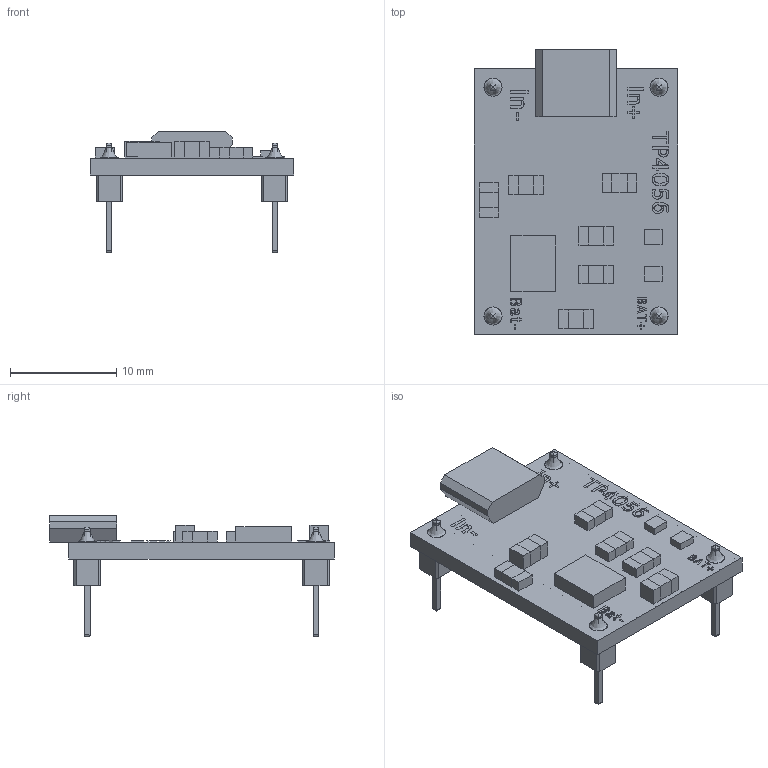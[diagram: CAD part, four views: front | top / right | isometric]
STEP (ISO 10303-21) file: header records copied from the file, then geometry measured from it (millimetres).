
FILE_DESCRIPTION( ( '' ), ' ' );
FILE_NAME( '59cda69ccc24cc111fa9511e.step', '2017-09-29T01:49:18', ( '' ), ( '' ), ' ', ' ', ' ' );
FILE_SCHEMA( ( 'AUTOMOTIVE_DESIGN { 1 0 10303 214 1 1 1 1 }' ) );
Length unit declared in the file: metre
Products named in the file (32): Assem1; Cap Body; Cap Ends; GREEN LED; IC; Part 6; Part 7; Part 8; Part 9; Part 10; Part 11; Part 12; Part 13; Part 14; Part 15; Part 16; Part 17; Part 18; Part 19; Part 20; Part 21; PCB; RED LED; Res Body; Res Ends
Assembly tree (31 placements, depth 2):
  Assem1
    Cap Body
    Cap Ends
    GREEN LED
    IC
    Part 6
    Part 7
    Part 8
    Part 9
    Part 9
    Part 10
    Part 10
    Part 11
    Part 11
    Part 12
    Part 12
    Part 13
    Part 14
    Part 15
    Part 16
    Part 17
    Part 17
    Part 18
    Part 18
    Part 19
    Part 19
    Part 20
    Part 21
    PCB
    RED LED
    Res Body
    Res Ends
Bounding box: 19.2 x 26.81 x 11.46 mm (x, y, z)
Volume: 1055.9 mm3; surface area: 2696.4 mm2
Topology: 31 solids, 31 shells, 753 faces, 1939 edges, 1292 vertices
Faces by surface type: plane 442, extrusion 263, cylinder 44, bspline 4
Full cylindrical faces by diameter (mm): 0.255 x6, 1.71 x5
Entity records: 29988 total; most frequent: CARTESIAN_POINT 6221, ORIENTED_EDGE 3836, DIRECTION 2714, EDGE_CURVE 1918, VECTOR 1566, LINE 1303, VERTEX_POINT 1286, EDGE_LOOP 822
